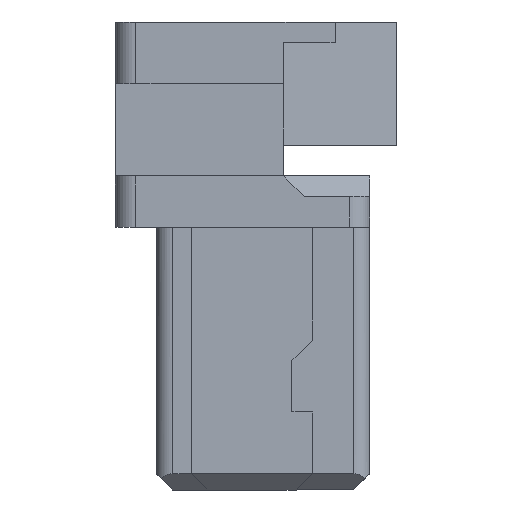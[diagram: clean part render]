
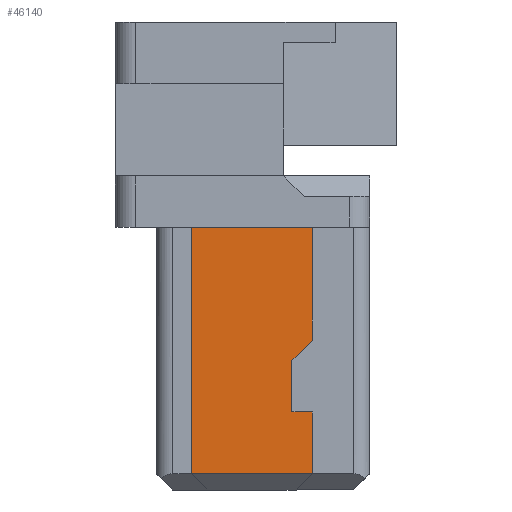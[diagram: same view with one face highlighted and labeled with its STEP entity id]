
A CAD part, left-side view. The second image highlights one B-rep face of the part: STEP entity #46140.
In plain terms, the highlighted face is planar.
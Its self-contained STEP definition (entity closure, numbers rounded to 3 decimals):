
#29460=CARTESIAN_POINT('',(29.897,67.416,12.625));
#29470=VERTEX_POINT('',#29460);
#29500=CARTESIAN_POINT('',(29.897,67.531,12.625));
#29510=DIRECTION('',(0.,-1.,0.));
#29520=VECTOR('',#29510,1.);
#29530=LINE('',#29500,#29520);
#29540=CARTESIAN_POINT('',(29.897,68.006,12.625));
#29550=VERTEX_POINT('',#29540);
#29560=EDGE_CURVE('',#29550,#29470,#29530,.T.);
#44470=CARTESIAN_POINT('',(28.822,68.006,12.625));
#44480=DIRECTION('',(1.,0.,0.));
#44490=VECTOR('',#44480,1.);
#44500=LINE('',#44470,#44490);
#44510=CARTESIAN_POINT('',(29.597,68.006,12.625));
#44520=VERTEX_POINT('',#44510);
#44530=EDGE_CURVE('',#44520,#29550,#44500,.T.);
#44730=CARTESIAN_POINT('',(29.597,56.396,12.625));
#44740=DIRECTION('',(0.,-1.,0.));
#44750=VECTOR('',#44740,1.);
#44760=LINE('',#44730,#44750);
#44770=CARTESIAN_POINT('',(29.597,67.906,12.625));
#44780=VERTEX_POINT('',#44770);
#44790=EDGE_CURVE('',#44520,#44780,#44760,.T.);
#44970=CARTESIAN_POINT('',(28.822,67.906,12.625));
#44980=DIRECTION('',(-1.,0.,0.));
#44990=VECTOR('',#44980,1.);
#45000=LINE('',#44970,#44990);
#45010=CARTESIAN_POINT('',(29.347,67.906,12.625));
#45020=VERTEX_POINT('',#45010);
#45030=EDGE_CURVE('',#44780,#45020,#45000,.T.);
#45210=CARTESIAN_POINT('',(28.822,68.431,12.625));
#45220=DIRECTION('',(-0.707,0.707,0.));
#45230=VECTOR('',#45220,1.);
#45240=LINE('',#45210,#45230);
#45250=CARTESIAN_POINT('',(29.247,68.006,12.625));
#45260=VERTEX_POINT('',#45250);
#45270=EDGE_CURVE('',#45020,#45260,#45240,.T.);
#45380=CARTESIAN_POINT('',(28.697,68.006,12.625));
#45390=VERTEX_POINT('',#45380);
#45400=EDGE_CURVE('',#45390,#45260,#44500,.T.);
#45870=CARTESIAN_POINT('',(29.977,67.646,12.625));
#45880=DIRECTION('',(0.,0.,1.));
#45890=DIRECTION('',(1.,0.,0.));
#45900=AXIS2_PLACEMENT_3D('',#45870,#45880,#45890);
#45910=PLANE('',#45900);
#45920=CARTESIAN_POINT('',(0.,67.416,12.625));
#45930=DIRECTION('',(1.,0.,0.));
#45940=VECTOR('',#45930,1.);
#45950=LINE('',#45920,#45940);
#45960=CARTESIAN_POINT('',(28.697,67.416,12.625));
#45970=VERTEX_POINT('',#45960);
#45980=EDGE_CURVE('',#45970,#29470,#45950,.T.);
#45990=ORIENTED_EDGE('',*,*,#45980,.T.);
#46000=CARTESIAN_POINT('',(28.697,0.,12.625));
#46010=DIRECTION('',(0.,1.,0.));
#46020=VECTOR('',#46010,1.);
#46030=LINE('',#46000,#46020);
#46040=EDGE_CURVE('',#45970,#45390,#46030,.T.);
#46050=ORIENTED_EDGE('',*,*,#46040,.F.);
#46060=ORIENTED_EDGE('',*,*,#45400,.F.);
#46070=ORIENTED_EDGE('',*,*,#45270,.T.);
#46080=ORIENTED_EDGE('',*,*,#45030,.T.);
#46090=ORIENTED_EDGE('',*,*,#44790,.T.);
#46100=ORIENTED_EDGE('',*,*,#44530,.F.);
#46110=ORIENTED_EDGE('',*,*,#29560,.F.);
#46120=EDGE_LOOP('',(#46110,#46100,#46090,#46080,#46070,#46060,#46050,
#45990));
#46130=FACE_OUTER_BOUND('',#46120,.T.);
#46140=ADVANCED_FACE('',(#46130),#45910,.T.);
